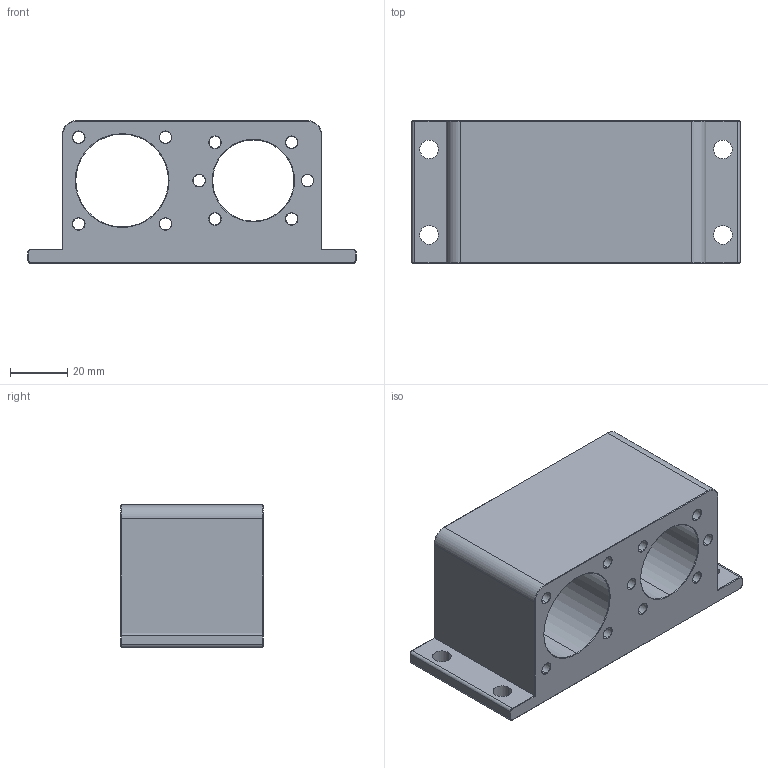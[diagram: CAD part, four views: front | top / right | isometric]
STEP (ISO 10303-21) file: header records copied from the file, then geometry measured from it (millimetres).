
FILE_DESCRIPTION (( 'STEP AP203' ), '1' );
FILE_NAME ('眻盄粣創釱_4璃.STEP', '2025-01-10T07:48:15', ( 'Leo' ), ( '' ), 'SwSTEP 2.0', 'SolidWorks 2022', '' );
FILE_SCHEMA (( 'CONFIG_CONTROL_DESIGN' ));
Length unit declared in the file: millimetre
Products named in the file (1): 直线轴承座_4件
Bounding box: 115 x 50 x 50 mm (x, y, z)
Volume: 151931.9 mm3; surface area: 38490.5 mm2
Topology: 1 solids, 1 shells, 124 faces, 290 edges, 168 vertices
Faces by surface type: cone 60, cylinder 38, plane 26
Entity records: 3643 total; most frequent: DIRECTION 676, CARTESIAN_POINT 583, ORIENTED_EDGE 580, EDGE_CURVE 290, AXIS2_PLACEMENT_3D 261, VERTEX_POINT 168, EDGE_LOOP 156, VECTOR 154
